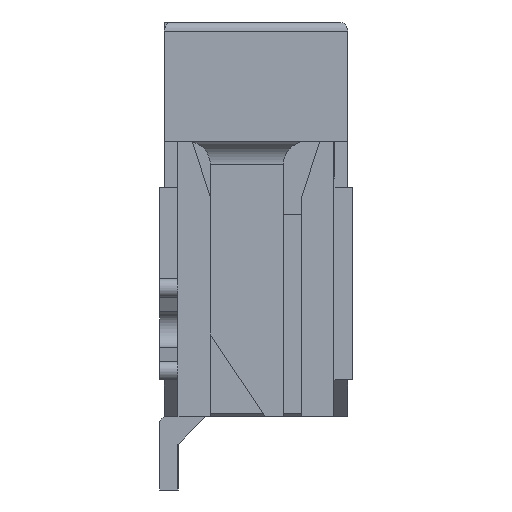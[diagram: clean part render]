
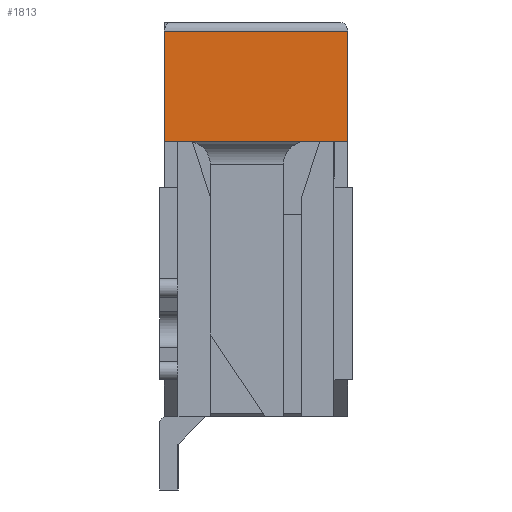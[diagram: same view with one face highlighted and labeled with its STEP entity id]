
A CAD part, left-side view. The second image highlights one B-rep face of the part: STEP entity #1813.
In plain terms, the highlighted planar face has unit normal (-1, 0, 0).
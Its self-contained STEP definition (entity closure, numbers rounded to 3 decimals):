
#1813 = ADVANCED_FACE( '', ( #3657 ), #3658, .T. );
#3657 = FACE_OUTER_BOUND( '', #5644, .T. );
#3658 = PLANE( '', #5645 );
#5644 = EDGE_LOOP( '', ( #10574, #10575, #10576, #10577 ) );
#5645 = AXIS2_PLACEMENT_3D( '', #10578, #10579, #10580 );
#10574 = ORIENTED_EDGE( '', *, *, #15371, .F. );
#10575 = ORIENTED_EDGE( '', *, *, #15464, .T. );
#10576 = ORIENTED_EDGE( '', *, *, #15465, .T. );
#10577 = ORIENTED_EDGE( '', *, *, #15466, .F. );
#10578 = CARTESIAN_POINT( '', ( -9.7, -1., 0.65 ) );
#10579 = DIRECTION( '', ( -1., 0., 0. ) );
#10580 = DIRECTION( '', ( 0., 0., 1. ) );
#15371 = EDGE_CURVE( '', #16799, #19411, #19412, .T. );
#15464 = EDGE_CURVE( '', #16799, #16703, #19526, .T. );
#15465 = EDGE_CURVE( '', #16703, #19527, #19528, .T. );
#15466 = EDGE_CURVE( '', #19411, #19527, #19529, .T. );
#16703 = VERTEX_POINT( '', #21144 );
#16799 = VERTEX_POINT( '', #21283 );
#19411 = VERTEX_POINT( '', #25214 );
#19412 = LINE( '', #25215, #25216 );
#19526 = LINE( '', #25395, #25396 );
#19527 = VERTEX_POINT( '', #25397 );
#19528 = LINE( '', #25398, #25399 );
#19529 = LINE( '', #25400, #25401 );
#21144 = CARTESIAN_POINT( '', ( -9.7, 1., 0.55 ) );
#21283 = CARTESIAN_POINT( '', ( -9.7, -1., 0.55 ) );
#25214 = CARTESIAN_POINT( '', ( -9.7, -1., -0.65 ) );
#25215 = CARTESIAN_POINT( '', ( -9.7, -1., 0.65 ) );
#25216 = VECTOR( '', #28269, 1000. );
#25395 = CARTESIAN_POINT( '', ( -9.7, 1., 0.55 ) );
#25396 = VECTOR( '', #28338, 1000. );
#25397 = CARTESIAN_POINT( '', ( -9.7, 1., -0.65 ) );
#25398 = CARTESIAN_POINT( '', ( -9.7, 1., 0.65 ) );
#25399 = VECTOR( '', #28339, 1000. );
#25400 = CARTESIAN_POINT( '', ( -9.7, -1., -0.65 ) );
#25401 = VECTOR( '', #28340, 1000. );
#28269 = DIRECTION( '', ( 0., 0., -1. ) );
#28338 = DIRECTION( '', ( 0., 1., 0. ) );
#28339 = DIRECTION( '', ( 0., 0., -1. ) );
#28340 = DIRECTION( '', ( 0., 1., 0. ) );
